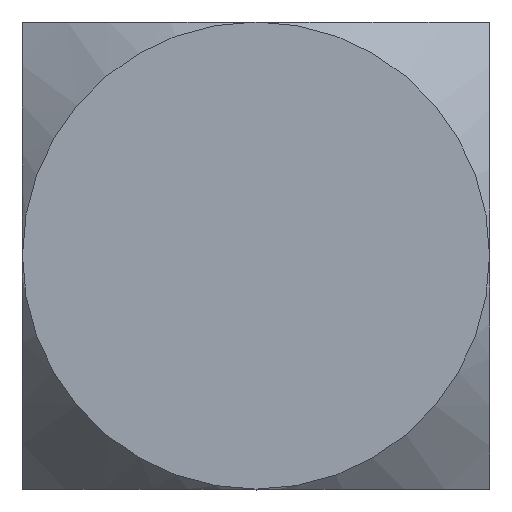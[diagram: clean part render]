
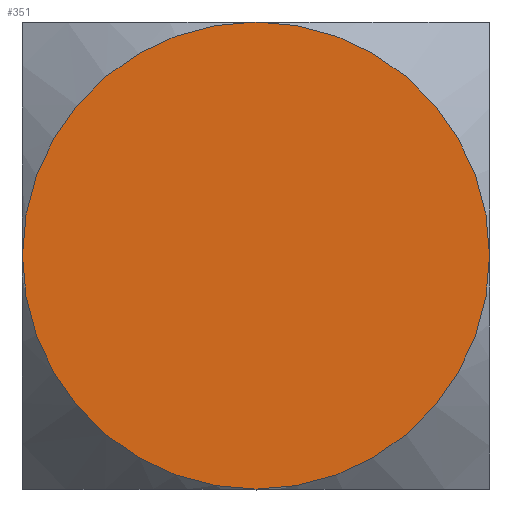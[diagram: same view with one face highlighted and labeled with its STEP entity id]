
A CAD part, top view. The second image highlights one B-rep face of the part: STEP entity #351.
In plain terms, the highlighted planar face has unit normal (0, 0, 1).
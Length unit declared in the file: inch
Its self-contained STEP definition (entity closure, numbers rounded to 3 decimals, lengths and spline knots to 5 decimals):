
#36=PLANE('',#412);
#63=FACE_OUTER_BOUND('',#84,.T.);
#84=EDGE_LOOP('',(#325,#326,#327,#328));
#126=CIRCLE('',#388,0.25);
#127=CIRCLE('',#390,0.25);
#128=CIRCLE('',#392,0.25);
#129=CIRCLE('',#394,0.25);
#153=VERTEX_POINT('',#594);
#154=VERTEX_POINT('',#598);
#156=VERTEX_POINT('',#605);
#158=VERTEX_POINT('',#618);
#194=EDGE_CURVE('',#153,#154,#126,.T.);
#197=EDGE_CURVE('',#156,#153,#127,.T.);
#199=EDGE_CURVE('',#158,#156,#128,.T.);
#202=EDGE_CURVE('',#154,#158,#129,.T.);
#325=ORIENTED_EDGE('',*,*,#202,.T.);
#326=ORIENTED_EDGE('',*,*,#199,.T.);
#327=ORIENTED_EDGE('',*,*,#197,.T.);
#328=ORIENTED_EDGE('',*,*,#194,.T.);
#351=ADVANCED_FACE('',(#63),#36,.T.);
#388=AXIS2_PLACEMENT_3D('',#602,#453,#454);
#390=AXIS2_PLACEMENT_3D('',#612,#457,#458);
#392=AXIS2_PLACEMENT_3D('',#619,#461,#462);
#394=AXIS2_PLACEMENT_3D('',#628,#465,#466);
#412=AXIS2_PLACEMENT_3D('',#685,#509,#510);
#453=DIRECTION('center_axis',(0.,0.,1.));
#454=DIRECTION('ref_axis',(0.,1.,0.));
#457=DIRECTION('center_axis',(0.,0.,1.));
#458=DIRECTION('ref_axis',(0.,1.,0.));
#461=DIRECTION('center_axis',(0.,0.,1.));
#462=DIRECTION('ref_axis',(0.,1.,0.));
#465=DIRECTION('center_axis',(0.,0.,1.));
#466=DIRECTION('ref_axis',(0.,1.,0.));
#509=DIRECTION('center_axis',(0.,0.,1.));
#510=DIRECTION('ref_axis',(1.,0.,0.));
#594=CARTESIAN_POINT('',(0.,-0.25,1.));
#598=CARTESIAN_POINT('',(0.25,0.,1.));
#602=CARTESIAN_POINT('Origin',(0.,0.,1.));
#605=CARTESIAN_POINT('',(-0.25,0.,1.));
#612=CARTESIAN_POINT('Origin',(0.,0.,1.));
#618=CARTESIAN_POINT('',(0.,0.25,1.));
#619=CARTESIAN_POINT('Origin',(0.,0.,1.));
#628=CARTESIAN_POINT('Origin',(0.,0.,1.));
#685=CARTESIAN_POINT('Origin',(0.,0.,1.));
